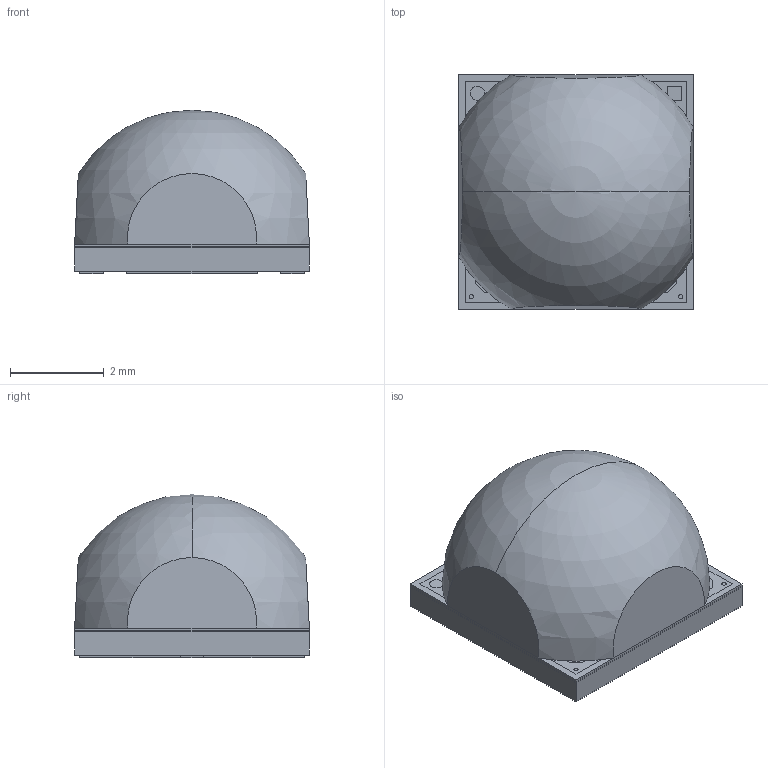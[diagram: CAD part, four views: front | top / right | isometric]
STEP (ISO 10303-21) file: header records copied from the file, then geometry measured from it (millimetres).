
FILE_DESCRIPTION((''),'2;1');
FILE_NAME('2610-00073_ASM','2016-10-10T',('dcronin'),(''),'PRO/ENGINEER BY PARAMETRIC TECHNOLOGY CORPORATION, 2010140','PRO/ENGINEER BY PARAMETRIC TECHNOLOGY CORPORATION, 2010140','');
FILE_SCHEMA(('CONFIG_CONTROL_DESIGN'));
Length unit declared in the file: millimetre
Products named in the file (9): 2500-00676-C; 2500-00676-BT; 2500-00676-SMB; 2500-00676-SMB1; 2500-00676-TT; 2500-00676-TS; 2500-00676_ASM; 2610-00073-DOME; 2610-00073_ASM
Assembly tree (8 placements, depth 3):
  2610-00073_ASM
    2500-00676_ASM
      2500-00676-C
      2500-00676-BT
      2500-00676-SMB
      2500-00676-SMB1
      2500-00676-TT
      2500-00676-TS
    2610-00073-DOME
Bounding box: 5 x 5 x 3.48 mm (x, y, z)
Volume: 62.5 mm3; surface area: 244.7 mm2
Topology: 22 solids, 22 shells, 362 faces, 949 edges, 629 vertices
Faces by surface type: plane 332, cylinder 28, sphere 2
Entity records: 11214 total; most frequent: CARTESIAN_POINT 1961, ORIENTED_EDGE 1894, DIRECTION 1785, EDGE_CURVE 947, VECTOR 879, LINE 879, VERTEX_POINT 629, AXIS2_PLACEMENT_3D 453
